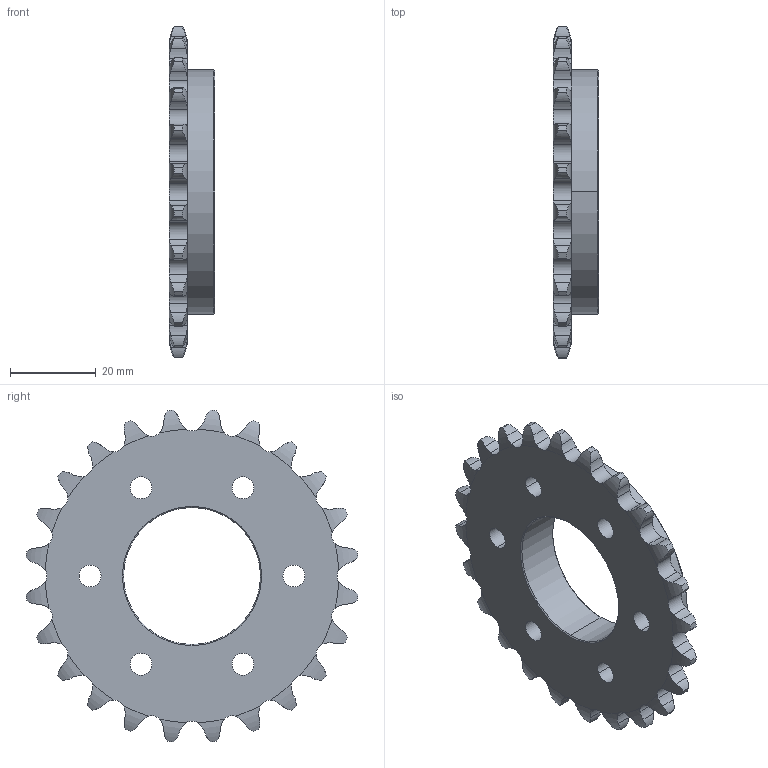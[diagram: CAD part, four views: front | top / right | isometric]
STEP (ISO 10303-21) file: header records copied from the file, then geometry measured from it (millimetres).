
FILE_DESCRIPTION((''),'2;1');
FILE_NAME('2007 Wheel Sprocket.stp','2007-01-14T06:07:49',('uidk0133'),(''),'Autodesk Inventor (R) 6.0','Autodesk Inventor (R) 6.0','');
FILE_SCHEMA(('AUTOMOTIVE_DESIGN { 1 0 10303 214 1 1 1 1 }'));
Length unit declared in the file: inch
Products named in the file (1): 2007 Wheel Sprocket
Bounding box: 10.67 x 77.56 x 77.56 mm (x, y, z)
Volume: 23782.6 mm3; surface area: 10843.8 mm2
Topology: 1 solids, 1 shells, 217 faces, 636 edges, 422 vertices
Faces by surface type: cylinder 146, torus 48, bspline 14, cone 6, plane 3
Entity records: 8275 total; most frequent: CARTESIAN_POINT 2906, ORIENTED_EDGE 1272, DIRECTION 938, EDGE_CURVE 636, VERTEX_POINT 422, AXIS2_PLACEMENT_3D 386, B_SPLINE_CURVE_WITH_KNOTS 288, EDGE_LOOP 232
